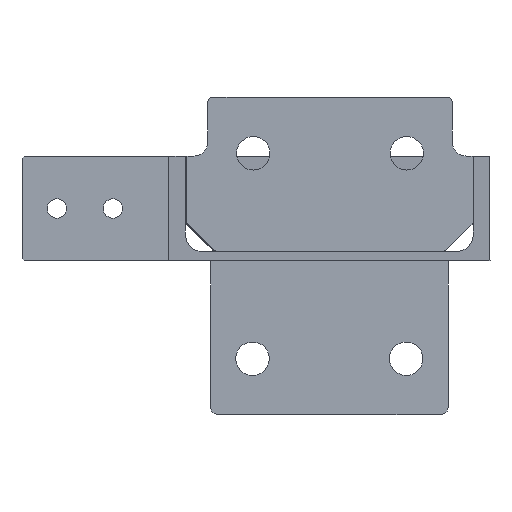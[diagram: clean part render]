
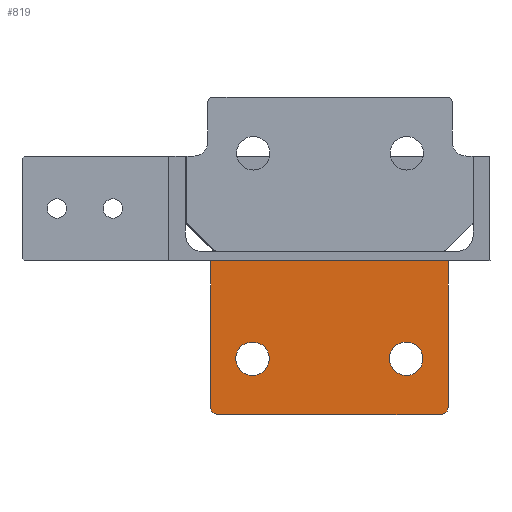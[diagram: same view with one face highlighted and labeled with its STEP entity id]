
A CAD part, left-side view. The second image highlights one B-rep face of the part: STEP entity #819.
In plain terms, the highlighted face is planar.
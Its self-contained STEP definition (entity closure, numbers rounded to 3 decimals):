
#45 = AXIS2_PLACEMENT_3D ( 'NONE', #2782, #615, #1985 ) ;
#200 = FACE_OUTER_BOUND ( 'NONE', #1040, .T. ) ;
#211 = LINE ( 'NONE', #1516, #2946 ) ;
#248 = CARTESIAN_POINT ( 'NONE',  ( -5., 0., -5. ) ) ;
#256 = CARTESIAN_POINT ( 'NONE',  ( 0., 110., -5. ) ) ;
#281 = CARTESIAN_POINT ( 'NONE',  ( -170., 0., -5. ) ) ;
#311 = CIRCLE ( 'NONE', #2530, 12. ) ;
#365 = ORIENTED_EDGE ( 'NONE', *, *, #2455, .F. ) ;
#371 = CARTESIAN_POINT ( 'NONE',  ( 0., 0., -5. ) ) ;
#373 = ORIENTED_EDGE ( 'NONE', *, *, #636, .T. ) ;
#385 = DIRECTION ( 'NONE',  ( 0., 1., 0. ) ) ;
#517 = CARTESIAN_POINT ( 'NONE',  ( -30., 40., -5. ) ) ;
#545 = EDGE_LOOP ( 'NONE', ( #795, #2890 ) ) ;
#613 = DIRECTION ( 'NONE',  ( 1., 0., 0. ) ) ;
#615 = DIRECTION ( 'NONE',  ( 0., 0., -1. ) ) ;
#631 = EDGE_CURVE ( 'NONE', #2273, #1333, #211, .T. ) ;
#636 = EDGE_CURVE ( 'NONE', #2655, #3299, #3379, .T. ) ;
#662 = LINE ( 'NONE', #371, #1538 ) ;
#663 = CIRCLE ( 'NONE', #1158, 5. ) ;
#680 = CARTESIAN_POINT ( 'NONE',  ( -140., 40., -5. ) ) ;
#706 = FACE_BOUND ( 'NONE', #545, .T. ) ;
#724 = EDGE_CURVE ( 'NONE', #3299, #2655, #311, .T. ) ;
#777 = VERTEX_POINT ( 'NONE', #1037 ) ;
#793 = LINE ( 'NONE', #2942, #1284 ) ;
#795 = ORIENTED_EDGE ( 'NONE', *, *, #2142, .T. ) ;
#819 = ADVANCED_FACE ( 'NONE', ( #1544, #706, #200 ), #1289, .F. ) ;
#950 = DIRECTION ( 'NONE',  ( 0., 0., 1. ) ) ;
#1035 = ORIENTED_EDGE ( 'NONE', *, *, #1645, .F. ) ;
#1037 = CARTESIAN_POINT ( 'NONE',  ( -170., 5., -5. ) ) ;
#1040 = EDGE_LOOP ( 'NONE', ( #1035, #3017, #2116, #2199, #365, #2881 ) ) ;
#1070 = DIRECTION ( 'NONE',  ( 0., 0., -1. ) ) ;
#1158 = AXIS2_PLACEMENT_3D ( 'NONE', #2055, #1070, #3210 ) ;
#1284 = VECTOR ( 'NONE', #3418, 1000. ) ;
#1289 = PLANE ( 'NONE',  #2601 ) ;
#1320 = CIRCLE ( 'NONE', #45, 5. ) ;
#1333 = VERTEX_POINT ( 'NONE', #248 ) ;
#1463 = CARTESIAN_POINT ( 'NONE',  ( 0., 0., -5. ) ) ;
#1471 = DIRECTION ( 'NONE',  ( 1., 0., 0. ) ) ;
#1498 = VERTEX_POINT ( 'NONE', #1602 ) ;
#1516 = CARTESIAN_POINT ( 'NONE',  ( 0., 0., -5. ) ) ;
#1538 = VECTOR ( 'NONE', #385, 1000. ) ;
#1544 = FACE_BOUND ( 'NONE', #2360, .T. ) ;
#1577 = CARTESIAN_POINT ( 'NONE',  ( -18., 40., -5. ) ) ;
#1601 = VERTEX_POINT ( 'NONE', #2474 ) ;
#1602 = CARTESIAN_POINT ( 'NONE',  ( -42., 40., -5. ) ) ;
#1645 = EDGE_CURVE ( 'NONE', #1601, #2599, #662, .T. ) ;
#1684 = EDGE_CURVE ( 'NONE', #1601, #1333, #1320, .T. ) ;
#1752 = DIRECTION ( 'NONE',  ( 0., 0., 1. ) ) ;
#1762 = DIRECTION ( 'NONE',  ( 1., 0., 0. ) ) ;
#1848 = CARTESIAN_POINT ( 'NONE',  ( -128., 40., -5. ) ) ;
#1849 = CARTESIAN_POINT ( 'NONE',  ( -170., 110., -5. ) ) ;
#1900 = AXIS2_PLACEMENT_3D ( 'NONE', #517, #2383, #2141 ) ;
#1985 = DIRECTION ( 'NONE',  ( 1., 0., 0. ) ) ;
#2004 = CARTESIAN_POINT ( 'NONE',  ( -30., 40., -5. ) ) ;
#2046 = DIRECTION ( 'NONE',  ( 1., 0., 0. ) ) ;
#2055 = CARTESIAN_POINT ( 'NONE',  ( -165., 5., -5. ) ) ;
#2088 = DIRECTION ( 'NONE',  ( 0., 0., 1. ) ) ;
#2116 = ORIENTED_EDGE ( 'NONE', *, *, #631, .F. ) ;
#2131 = CIRCLE ( 'NONE', #2275, 12. ) ;
#2141 = DIRECTION ( 'NONE',  ( 1., 0., 0. ) ) ;
#2142 = EDGE_CURVE ( 'NONE', #2577, #1498, #2131, .T. ) ;
#2199 = ORIENTED_EDGE ( 'NONE', *, *, #2719, .T. ) ;
#2273 = VERTEX_POINT ( 'NONE', #2616 ) ;
#2275 = AXIS2_PLACEMENT_3D ( 'NONE', #2004, #950, #613 ) ;
#2299 = CARTESIAN_POINT ( 'NONE',  ( -140., 40., -5. ) ) ;
#2360 = EDGE_LOOP ( 'NONE', ( #373, #3071 ) ) ;
#2383 = DIRECTION ( 'NONE',  ( 0., 0., 1. ) ) ;
#2415 = EDGE_CURVE ( 'NONE', #1498, #2577, #3011, .T. ) ;
#2455 = EDGE_CURVE ( 'NONE', #3405, #777, #2945, .T. ) ;
#2474 = CARTESIAN_POINT ( 'NONE',  ( 0., 5., -5. ) ) ;
#2478 = AXIS2_PLACEMENT_3D ( 'NONE', #2299, #2088, #2046 ) ;
#2481 = DIRECTION ( 'NONE',  ( 0., -1., 0. ) ) ;
#2530 = AXIS2_PLACEMENT_3D ( 'NONE', #680, #1752, #2820 ) ;
#2542 = DIRECTION ( 'NONE',  ( 0., 0., 1. ) ) ;
#2577 = VERTEX_POINT ( 'NONE', #1577 ) ;
#2599 = VERTEX_POINT ( 'NONE', #256 ) ;
#2601 = AXIS2_PLACEMENT_3D ( 'NONE', #1463, #2542, #1762 ) ;
#2612 = CARTESIAN_POINT ( 'NONE',  ( -152., 40., -5. ) ) ;
#2616 = CARTESIAN_POINT ( 'NONE',  ( -165., 0., -5. ) ) ;
#2655 = VERTEX_POINT ( 'NONE', #1848 ) ;
#2719 = EDGE_CURVE ( 'NONE', #2273, #777, #663, .T. ) ;
#2743 = EDGE_CURVE ( 'NONE', #2599, #3405, #793, .T. ) ;
#2780 = VECTOR ( 'NONE', #2481, 1000. ) ;
#2782 = CARTESIAN_POINT ( 'NONE',  ( -5., 5., -5. ) ) ;
#2820 = DIRECTION ( 'NONE',  ( 1., 0., 0. ) ) ;
#2881 = ORIENTED_EDGE ( 'NONE', *, *, #2743, .F. ) ;
#2890 = ORIENTED_EDGE ( 'NONE', *, *, #2415, .T. ) ;
#2942 = CARTESIAN_POINT ( 'NONE',  ( 0., 110., -5. ) ) ;
#2945 = LINE ( 'NONE', #281, #2780 ) ;
#2946 = VECTOR ( 'NONE', #1471, 1000. ) ;
#3011 = CIRCLE ( 'NONE', #1900, 12. ) ;
#3017 = ORIENTED_EDGE ( 'NONE', *, *, #1684, .T. ) ;
#3071 = ORIENTED_EDGE ( 'NONE', *, *, #724, .T. ) ;
#3210 = DIRECTION ( 'NONE',  ( 1., 0., 0. ) ) ;
#3299 = VERTEX_POINT ( 'NONE', #2612 ) ;
#3379 = CIRCLE ( 'NONE', #2478, 12. ) ;
#3405 = VERTEX_POINT ( 'NONE', #1849 ) ;
#3418 = DIRECTION ( 'NONE',  ( -1., 0., 0. ) ) ;
